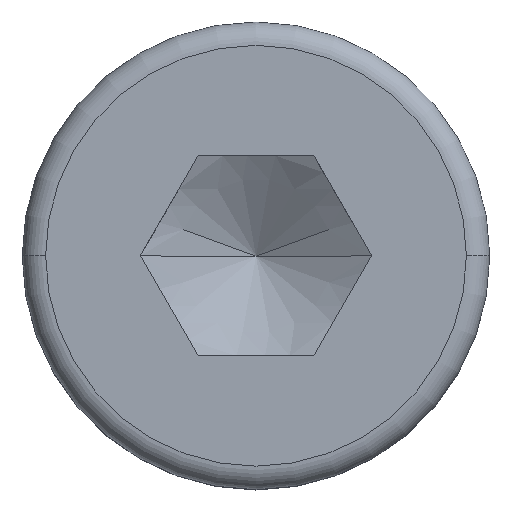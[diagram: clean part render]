
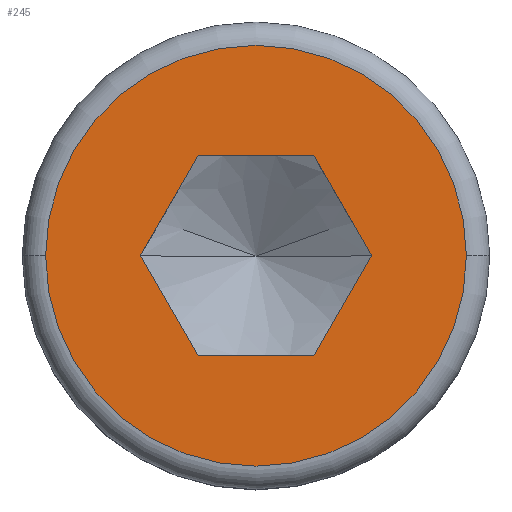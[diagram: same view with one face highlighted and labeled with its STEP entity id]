
A CAD part, top view. The second image highlights one B-rep face of the part: STEP entity #245.
In plain terms, the highlighted planar face has unit normal (0, 0, 1).
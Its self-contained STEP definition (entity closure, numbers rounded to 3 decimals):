
#4 = EDGE_CURVE ( 'E1', #456, #461, #21, .T. ) ;
#8 = AXIS2_PLACEMENT_3D ( 'NONE', #495, #347, #118 ) ;
#21 = CIRCLE ( 'NONE', #312, 3.15 ) ;
#43 = CARTESIAN_POINT ( 'NONE',  ( 0.866, 1.5, 4. ) ) ;
#56 = EDGE_CURVE ( 'E22', #418, #304, #303, .T. ) ;
#81 = VECTOR ( 'NONE', #459, 1000. ) ;
#95 = LINE ( 'NONE', #147, #81 ) ;
#107 = FACE_BOUND ( 'NONE', #135, .T. ) ;
#112 = CARTESIAN_POINT ( 'NONE',  ( -0.866, 1.5, 4. ) ) ;
#114 = EDGE_CURVE ( 'E15', #512, #418, #284, .T. ) ;
#118 = DIRECTION ( 'NONE',  ( -1., 0., 0. ) ) ;
#127 = EDGE_CURVE ( 'E36', #184, #195, #95, .T. ) ;
#135 = EDGE_LOOP ( 'NONE', ( #415, #313, #411, #190, #160, #354 ) ) ;
#137 = DIRECTION ( 'NONE',  ( 1., 0., 0. ) ) ;
#147 = CARTESIAN_POINT ( 'NONE',  ( -1.732, 0., 4. ) ) ;
#157 = DIRECTION ( 'NONE',  ( 1., 0., 0. ) ) ;
#160 = ORIENTED_EDGE ( 'NONE', *, *, #127, .T. ) ;
#167 = FACE_OUTER_BOUND ( 'NONE', #478, .T. ) ;
#176 = LINE ( 'NONE', #181, #542 ) ;
#181 = CARTESIAN_POINT ( 'NONE',  ( -0.866, -1.5, 4. ) ) ;
#184 = VERTEX_POINT ( 'NONE', #550 ) ;
#190 = ORIENTED_EDGE ( 'NONE', *, *, #485, .T. ) ;
#195 = VERTEX_POINT ( 'NONE', #346 ) ;
#200 = EDGE_CURVE ( 'E43', #195, #535, #323, .T. ) ;
#203 = ORIENTED_EDGE ( 'NONE', *, *, #4, .T. ) ;
#211 = LINE ( 'NONE', #575, #311 ) ;
#221 = CARTESIAN_POINT ( 'NONE',  ( 3.15, 0., 4. ) ) ;
#245 = ADVANCED_FACE ( 'E0', ( #167, #107 ), #428, .F. ) ;
#261 = ORIENTED_EDGE ( 'NONE', *, *, #502, .T. ) ;
#265 = DIRECTION ( 'NONE',  ( -0.5, 0.866, 0. ) ) ;
#276 = VECTOR ( 'NONE', #157, 1000. ) ;
#282 = DIRECTION ( 'NONE',  ( -0.5, -0.866, 0. ) ) ;
#284 = LINE ( 'NONE', #413, #340 ) ;
#285 = CIRCLE ( 'NONE', #370, 3.15 ) ;
#302 = CARTESIAN_POINT ( 'NONE',  ( -0.866, -1.5, 4. ) ) ;
#303 = LINE ( 'NONE', #334, #541 ) ;
#304 = VERTEX_POINT ( 'NONE', #302 ) ;
#309 = DIRECTION ( 'NONE',  ( 1., 0., 0. ) ) ;
#311 = VECTOR ( 'NONE', #521, 1000. ) ;
#312 = AXIS2_PLACEMENT_3D ( 'NONE', #449, #318, #137 ) ;
#313 = ORIENTED_EDGE ( 'NONE', *, *, #114, .T. ) ;
#318 = DIRECTION ( 'NONE',  ( 0., 0., 1. ) ) ;
#323 = LINE ( 'NONE', #112, #276 ) ;
#334 = CARTESIAN_POINT ( 'NONE',  ( 0.866, -1.5, 4. ) ) ;
#340 = VECTOR ( 'NONE', #282, 1000. ) ;
#346 = CARTESIAN_POINT ( 'NONE',  ( -0.866, 1.5, 4. ) ) ;
#347 = DIRECTION ( 'NONE',  ( 0., 0., -1. ) ) ;
#354 = ORIENTED_EDGE ( 'NONE', *, *, #200, .T. ) ;
#370 = AXIS2_PLACEMENT_3D ( 'NONE', #572, #399, #309 ) ;
#399 = DIRECTION ( 'NONE',  ( 0., 0., 1. ) ) ;
#411 = ORIENTED_EDGE ( 'NONE', *, *, #56, .T. ) ;
#413 = CARTESIAN_POINT ( 'NONE',  ( 1.732, 0., 4. ) ) ;
#415 = ORIENTED_EDGE ( 'NONE', *, *, #426, .T. ) ;
#418 = VERTEX_POINT ( 'NONE', #524 ) ;
#426 = EDGE_CURVE ( 'E8', #535, #512, #211, .T. ) ;
#428 = PLANE ( 'NONE',  #8 ) ;
#449 = CARTESIAN_POINT ( 'NONE',  ( 0., 0., 4. ) ) ;
#456 = VERTEX_POINT ( 'NONE', #221 ) ;
#459 = DIRECTION ( 'NONE',  ( 0.5, 0.866, 0. ) ) ;
#461 = VERTEX_POINT ( 'NONE', #579 ) ;
#478 = EDGE_LOOP ( 'NONE', ( #203, #261 ) ) ;
#485 = EDGE_CURVE ( 'E29', #304, #184, #176, .T. ) ;
#495 = CARTESIAN_POINT ( 'NONE',  ( 0., 3.15, 4. ) ) ;
#502 = EDGE_CURVE ( 'E1', #461, #456, #285, .T. ) ;
#512 = VERTEX_POINT ( 'NONE', #568 ) ;
#521 = DIRECTION ( 'NONE',  ( 0.5, -0.866, 0. ) ) ;
#524 = CARTESIAN_POINT ( 'NONE',  ( 0.866, -1.5, 4. ) ) ;
#535 = VERTEX_POINT ( 'NONE', #43 ) ;
#539 = DIRECTION ( 'NONE',  ( -1., 0., 0. ) ) ;
#541 = VECTOR ( 'NONE', #539, 1000. ) ;
#542 = VECTOR ( 'NONE', #265, 1000. ) ;
#550 = CARTESIAN_POINT ( 'NONE',  ( -1.732, 0., 4. ) ) ;
#568 = CARTESIAN_POINT ( 'NONE',  ( 1.732, 0., 4. ) ) ;
#572 = CARTESIAN_POINT ( 'NONE',  ( 0., 0., 4. ) ) ;
#575 = CARTESIAN_POINT ( 'NONE',  ( 0.866, 1.5, 4. ) ) ;
#579 = CARTESIAN_POINT ( 'NONE',  ( -3.15, 0., 4. ) ) ;
